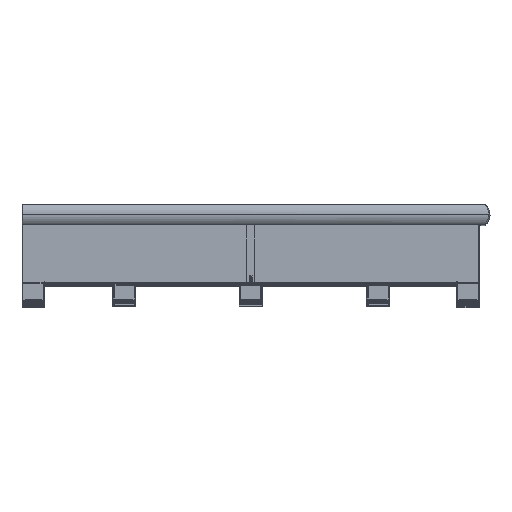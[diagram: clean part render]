
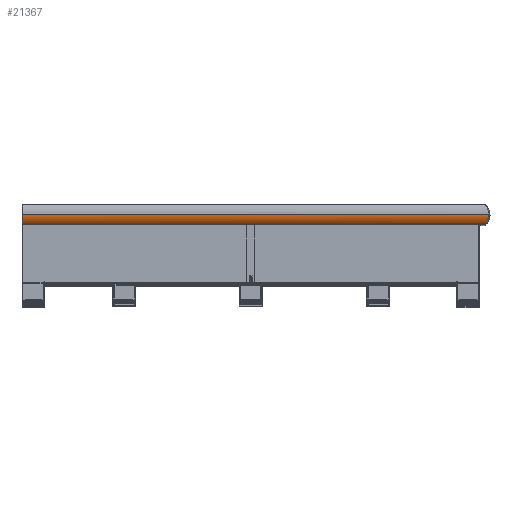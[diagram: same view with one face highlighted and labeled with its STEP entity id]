
A CAD part, top view. The second image highlights one B-rep face of the part: STEP entity #21367.
In plain terms, the highlighted cylindrical face has radius 60 mm (diameter 120 mm), a partial arc.
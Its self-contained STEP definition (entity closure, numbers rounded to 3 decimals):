
#1225 = EDGE_CURVE ( 'NONE', #14794, #19505, #33279, .T. ) ;
#3862 = DIRECTION ( 'NONE',  ( 0., 0., -1. ) ) ;
#4000 = DIRECTION ( 'NONE',  ( 0., 0., 1. ) ) ;
#5149 =( BOUNDED_CURVE ( )  B_SPLINE_CURVE ( 3, ( #22305, #44526, #40151, #17918 ),
 .UNSPECIFIED., .F., .T. ) 
 B_SPLINE_CURVE_WITH_KNOTS ( ( 4, 4 ),
 ( 2.313, 3.142 ),
 .UNSPECIFIED. ) 
 CURVE ( )  GEOMETRIC_REPRESENTATION_ITEM ( )  RATIONAL_B_SPLINE_CURVE ( ( 1., 0.944, 0.944, 1. ) ) 
 REPRESENTATION_ITEM ( '' )  );
#5622 = CARTESIAN_POINT ( 'NONE',  ( -1047., -44.211, 0.564 ) ) ;
#6308 = AXIS2_PLACEMENT_3D ( 'NONE', #48264, #48846, #3862 ) ;
#6428 = EDGE_LOOP ( 'NONE', ( #25720, #43601, #41578, #50497 ) ) ;
#6882 = LINE ( 'NONE', #20256, #14928 ) ;
#14794 = VERTEX_POINT ( 'NONE', #25262 ) ;
#14928 = VECTOR ( 'NONE', #20546, 1000. ) ;
#15506 = EDGE_CURVE ( 'NONE', #19505, #48574, #30068, .T. ) ;
#17918 = CARTESIAN_POINT ( 'NONE',  ( 991., 0., 20. ) ) ;
#19505 = VERTEX_POINT ( 'NONE', #5622 ) ;
#20256 = CARTESIAN_POINT ( 'NONE',  ( 1050., 0., 20. ) ) ;
#20546 = DIRECTION ( 'NONE',  ( -1., 0., 0. ) ) ;
#21367 = ADVANCED_FACE ( 'NONE', ( #43722 ), #30547, .T. ) ;
#22305 = CARTESIAN_POINT ( 'NONE',  ( 971.564, -44.211, 0.564 ) ) ;
#25262 = CARTESIAN_POINT ( 'NONE',  ( -1047., 0., 20. ) ) ;
#25720 = ORIENTED_EDGE ( 'NONE', *, *, #43021, .T. ) ;
#28042 = CARTESIAN_POINT ( 'NONE',  ( 971.564, -44.211, 0.564 ) ) ;
#28469 = VERTEX_POINT ( 'NONE', #56520 ) ;
#29702 = DIRECTION ( 'NONE',  ( -1., 0., 0. ) ) ;
#30068 = LINE ( 'NONE', #47915, #33438 ) ;
#30547 = CYLINDRICAL_SURFACE ( 'NONE', #50522, 60. ) ;
#33279 = CIRCLE ( 'NONE', #6308, 60. ) ;
#33438 = VECTOR ( 'NONE', #44969, 1000. ) ;
#40151 = CARTESIAN_POINT ( 'NONE',  ( 991., -17.06, 20. ) ) ;
#41578 = ORIENTED_EDGE ( 'NONE', *, *, #1225, .T. ) ;
#43021 = EDGE_CURVE ( 'NONE', #48574, #28469, #5149, .T. ) ;
#43601 = ORIENTED_EDGE ( 'NONE', *, *, #46517, .T. ) ;
#43722 = FACE_OUTER_BOUND ( 'NONE', #6428, .T. ) ;
#44526 = CARTESIAN_POINT ( 'NONE',  ( 984.134, -32.677, 13.134 ) ) ;
#44969 = DIRECTION ( 'NONE',  ( 1., 0., 0. ) ) ;
#46517 = EDGE_CURVE ( 'NONE', #28469, #14794, #6882, .T. ) ;
#47915 = CARTESIAN_POINT ( 'NONE',  ( 1050., -44.211, 0.564 ) ) ;
#48264 = CARTESIAN_POINT ( 'NONE',  ( -1047., 0., -40. ) ) ;
#48406 = CARTESIAN_POINT ( 'NONE',  ( 1050., 0., -40. ) ) ;
#48574 = VERTEX_POINT ( 'NONE', #28042 ) ;
#48846 = DIRECTION ( 'NONE',  ( 1., 0., 0. ) ) ;
#50497 = ORIENTED_EDGE ( 'NONE', *, *, #15506, .T. ) ;
#50522 = AXIS2_PLACEMENT_3D ( 'NONE', #48406, #29702, #4000 ) ;
#56520 = CARTESIAN_POINT ( 'NONE',  ( 991., 0., 20. ) ) ;
